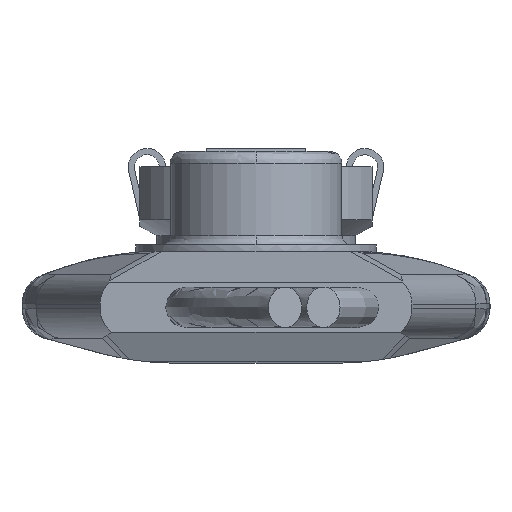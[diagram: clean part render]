
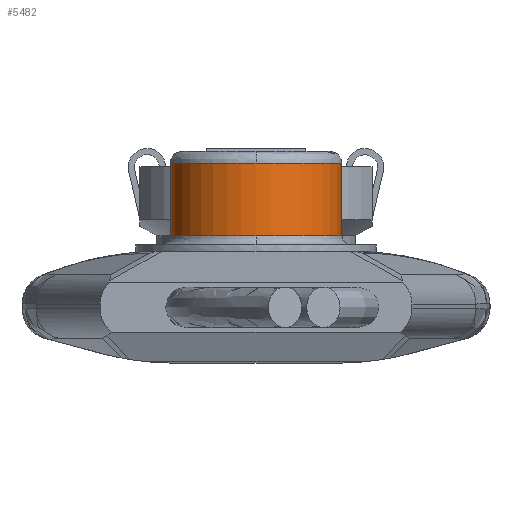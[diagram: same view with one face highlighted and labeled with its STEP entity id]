
A CAD part, left-side view. The second image highlights one B-rep face of the part: STEP entity #5482.
In plain terms, the highlighted cylindrical face has radius 2.75 mm (diameter 5.5 mm), a partial arc.
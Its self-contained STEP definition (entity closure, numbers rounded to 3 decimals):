
#43 = EDGE_CURVE ( 'NONE', #2837, #81, #5155, .T. ) ;
#81 = VERTEX_POINT ( 'NONE', #93 ) ;
#93 = CARTESIAN_POINT ( 'NONE',  ( -6.35, 2.75, 47.125 ) ) ;
#359 = DIRECTION ( 'NONE',  ( 0., 0., -1. ) ) ;
#406 = DIRECTION ( 'NONE',  ( 0., 0., 1. ) ) ;
#456 = CIRCLE ( 'NONE', #1611, 2.75 ) ;
#597 = CARTESIAN_POINT ( 'NONE',  ( -6.35, 2.75, 44.8 ) ) ;
#626 = FACE_OUTER_BOUND ( 'NONE', #869, .T. ) ;
#869 = EDGE_LOOP ( 'NONE', ( #5401, #1333, #5831, #3457, #926, #5227 ) ) ;
#907 = CARTESIAN_POINT ( 'NONE',  ( -9.1, 0., 47.125 ) ) ;
#926 = ORIENTED_EDGE ( 'NONE', *, *, #2144, .T. ) ;
#1029 = LINE ( 'NONE', #3839, #1669 ) ;
#1125 = EDGE_CURVE ( 'NONE', #5637, #1612, #5466, .T. ) ;
#1129 = VECTOR ( 'NONE', #406, 1000. ) ;
#1333 = ORIENTED_EDGE ( 'NONE', *, *, #1125, .F. ) ;
#1370 = CARTESIAN_POINT ( 'NONE',  ( -6.35, -2.75, 44.5 ) ) ;
#1563 = EDGE_CURVE ( 'NONE', #3908, #5637, #456, .T. ) ;
#1611 = AXIS2_PLACEMENT_3D ( 'NONE', #5633, #4212, #3786 ) ;
#1612 = VERTEX_POINT ( 'NONE', #597 ) ;
#1653 = DIRECTION ( 'NONE',  ( 0., -1., 0. ) ) ;
#1669 = VECTOR ( 'NONE', #5711, 1000. ) ;
#1691 = AXIS2_PLACEMENT_3D ( 'NONE', #4672, #1954, #1926 ) ;
#1826 = CARTESIAN_POINT ( 'NONE',  ( -6.35, -2.75, 44.8 ) ) ;
#1836 = EDGE_CURVE ( 'NONE', #3908, #3152, #2227, .T. ) ;
#1926 = DIRECTION ( 'NONE',  ( 0., -1., 0. ) ) ;
#1954 = DIRECTION ( 'NONE',  ( 0., 0., -1. ) ) ;
#2003 = CYLINDRICAL_SURFACE ( 'NONE', #5072, 2.75 ) ;
#2121 = CARTESIAN_POINT ( 'NONE',  ( -9.1, 0., 44.8 ) ) ;
#2144 = EDGE_CURVE ( 'NONE', #3152, #2837, #3545, .T. ) ;
#2193 = DIRECTION ( 'NONE',  ( 0., 0., -1. ) ) ;
#2227 = LINE ( 'NONE', #1370, #1129 ) ;
#2280 = CARTESIAN_POINT ( 'NONE',  ( -6.35, 0., 44.8 ) ) ;
#2837 = VERTEX_POINT ( 'NONE', #907 ) ;
#3037 = CARTESIAN_POINT ( 'NONE',  ( -6.35, -2.75, 47.125 ) ) ;
#3152 = VERTEX_POINT ( 'NONE', #3037 ) ;
#3312 = EDGE_CURVE ( 'NONE', #1612, #81, #1029, .T. ) ;
#3319 = DIRECTION ( 'NONE',  ( 0., 0., 1. ) ) ;
#3330 = AXIS2_PLACEMENT_3D ( 'NONE', #2280, #2193, #4524 ) ;
#3457 = ORIENTED_EDGE ( 'NONE', *, *, #1836, .T. ) ;
#3545 = CIRCLE ( 'NONE', #4691, 2.75 ) ;
#3753 = DIRECTION ( 'NONE',  ( 0., -1., 0. ) ) ;
#3786 = DIRECTION ( 'NONE',  ( -1., 0., 0. ) ) ;
#3839 = CARTESIAN_POINT ( 'NONE',  ( -6.35, 2.75, 44.5 ) ) ;
#3908 = VERTEX_POINT ( 'NONE', #1826 ) ;
#4212 = DIRECTION ( 'NONE',  ( 0., 0., -1. ) ) ;
#4234 = CARTESIAN_POINT ( 'NONE',  ( -6.35, 0., 44.5 ) ) ;
#4524 = DIRECTION ( 'NONE',  ( -1., 0., 0. ) ) ;
#4672 = CARTESIAN_POINT ( 'NONE',  ( -6.35, 0., 47.125 ) ) ;
#4691 = AXIS2_PLACEMENT_3D ( 'NONE', #5311, #359, #1653 ) ;
#5072 = AXIS2_PLACEMENT_3D ( 'NONE', #4234, #3319, #3753 ) ;
#5155 = CIRCLE ( 'NONE', #1691, 2.75 ) ;
#5227 = ORIENTED_EDGE ( 'NONE', *, *, #43, .T. ) ;
#5311 = CARTESIAN_POINT ( 'NONE',  ( -6.35, 0., 47.125 ) ) ;
#5401 = ORIENTED_EDGE ( 'NONE', *, *, #3312, .F. ) ;
#5466 = CIRCLE ( 'NONE', #3330, 2.75 ) ;
#5482 = ADVANCED_FACE ( 'NONE', ( #626 ), #2003, .T. ) ;
#5633 = CARTESIAN_POINT ( 'NONE',  ( -6.35, 0., 44.8 ) ) ;
#5637 = VERTEX_POINT ( 'NONE', #2121 ) ;
#5711 = DIRECTION ( 'NONE',  ( 0., 0., 1. ) ) ;
#5831 = ORIENTED_EDGE ( 'NONE', *, *, #1563, .F. ) ;
